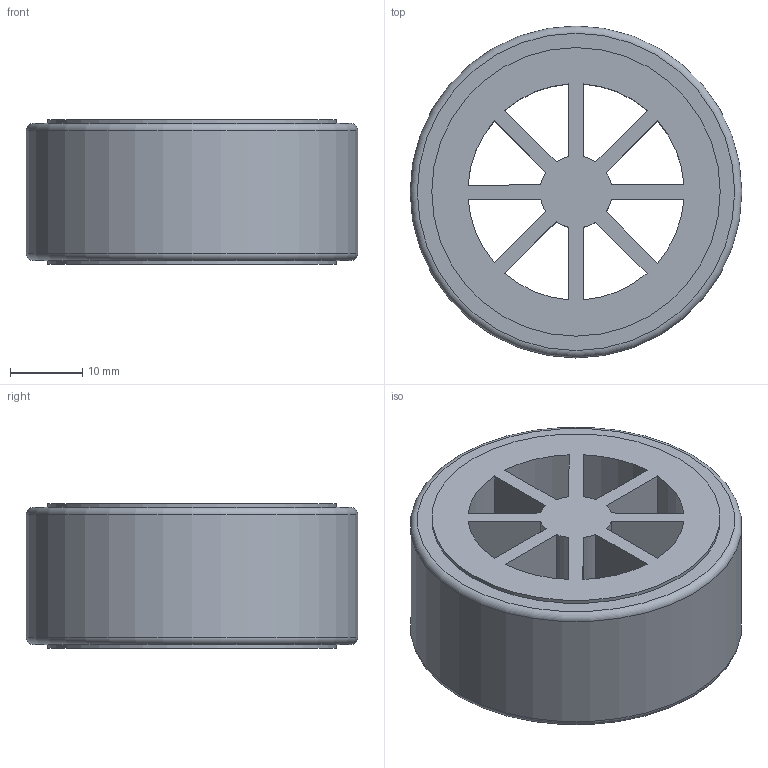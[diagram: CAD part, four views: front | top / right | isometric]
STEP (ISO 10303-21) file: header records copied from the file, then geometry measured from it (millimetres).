
FILE_DESCRIPTION(('FreeCAD Model'),'2;1');
FILE_NAME('Open CASCADE Shape Model','2022-11-11T16:28:50',(''),(''), 'Open CASCADE STEP processor 7.6','FreeCAD','Unknown');
FILE_SCHEMA(('AUTOMOTIVE_DESIGN { 1 0 10303 214 1 1 1 1 }'));
Length unit declared in the file: millimetre
Products named in the file (3): TIRE; Robot Rim; Robot Tire
Assembly tree (2 placements, depth 2):
  TIRE
    Robot Rim
    Robot Tire
Bounding box: 46 x 46 x 20 mm (x, y, z)
Volume: 21255.8 mm3; surface area: 15559.3 mm2
Topology: 2 solids, 2 shells, 53 faces, 133 edges, 89 vertices
Faces by surface type: plane 26, cylinder 24, torus 2, cone 1
Full cylindrical faces by diameter (mm): 35 x1, 37.66 x1, 40 x4, 46 x1
Entity records: 3539 total; most frequent: CARTESIAN_POINT 662, DIRECTION 549, LINE 277, VECTOR 277, ORIENTED_EDGE 266, PCURVE 266, DEFINITIONAL_REPRESENTATION 266, EDGE_CURVE 133
